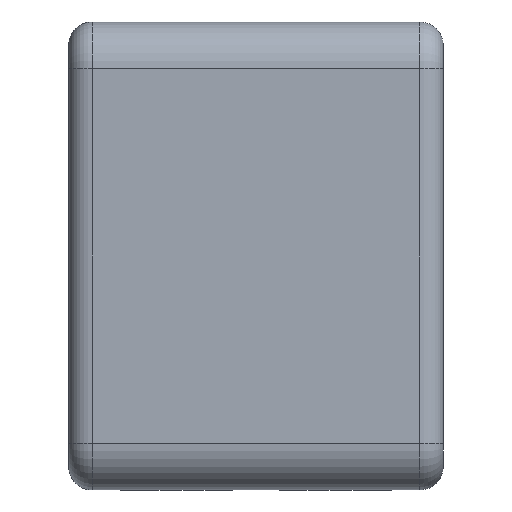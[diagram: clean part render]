
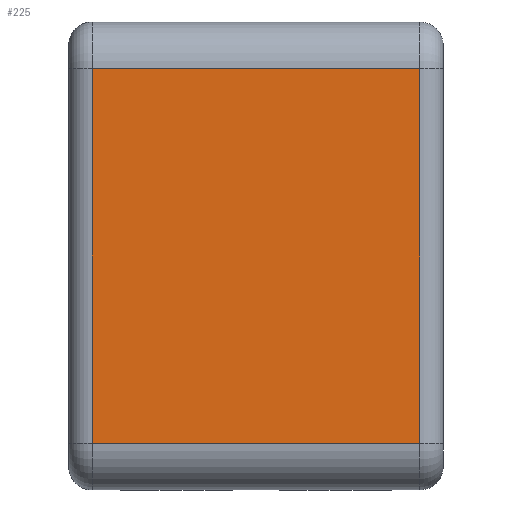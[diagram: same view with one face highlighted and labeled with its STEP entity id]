
A CAD part, left-side view. The second image highlights one B-rep face of the part: STEP entity #225.
In plain terms, the highlighted planar face has unit normal (-1, 0, 0).
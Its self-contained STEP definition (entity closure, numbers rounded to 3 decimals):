
#225 = ADVANCED_FACE( 'NONE', ( #468 ), #469, .F. );
#468 = FACE_OUTER_BOUND( '', #716, .T. );
#469 = PLANE( '', #717 );
#716 = EDGE_LOOP( '', ( #1318, #1319, #1320, #1321 ) );
#717 = AXIS2_PLACEMENT_3D( '', #1322, #1323, #1324 );
#1318 = ORIENTED_EDGE( '', *, *, #1612, .T. );
#1319 = ORIENTED_EDGE( '', *, *, #1665, .T. );
#1320 = ORIENTED_EDGE( '', *, *, #1554, .T. );
#1321 = ORIENTED_EDGE( '', *, *, #1666, .T. );
#1322 = CARTESIAN_POINT( '', ( -20., -12., 15. ) );
#1323 = DIRECTION( '', ( 1., 0., 0. ) );
#1324 = DIRECTION( '', ( 0., 1., 0. ) );
#1554 = EDGE_CURVE( 'NONE', #1899, #1900, #1901, .T. );
#1612 = EDGE_CURVE( 'NONE', #1982, #1980, #1983, .T. );
#1665 = EDGE_CURVE( 'NONE', #1980, #1899, #2043, .T. );
#1666 = EDGE_CURVE( 'NONE', #1900, #1982, #2044, .T. );
#1899 = VERTEX_POINT( 'NONE', #2344 );
#1900 = VERTEX_POINT( 'NONE', #2345 );
#1901 = LINE( '', #2346, #2347 );
#1980 = VERTEX_POINT( 'NONE', #2479 );
#1982 = VERTEX_POINT( 'NONE', #2481 );
#1983 = LINE( '', #2482, #2483 );
#2043 = LINE( '', #2590, #2591 );
#2044 = LINE( '', #2592, #2593 );
#2344 = CARTESIAN_POINT( '', ( -20., -10.5, 12. ) );
#2345 = CARTESIAN_POINT( '', ( -20., 10.5, 12. ) );
#2346 = CARTESIAN_POINT( '', ( -20., 12., 12. ) );
#2347 = VECTOR( '', #2785, 1000. );
#2479 = CARTESIAN_POINT( '', ( -20., -10.5, -12. ) );
#2481 = CARTESIAN_POINT( '', ( -20., 10.5, -12. ) );
#2482 = CARTESIAN_POINT( '', ( -20., -12., -12. ) );
#2483 = VECTOR( '', #2868, 1000. );
#2590 = CARTESIAN_POINT( '', ( -20., -10.5, 15. ) );
#2591 = VECTOR( '', #2924, 1000. );
#2592 = CARTESIAN_POINT( '', ( -20., 10.5, 15. ) );
#2593 = VECTOR( '', #2925, 1000. );
#2785 = DIRECTION( '', ( 0., 1., 0. ) );
#2868 = DIRECTION( '', ( 0., -1., 0. ) );
#2924 = DIRECTION( '', ( 0., 0., 1. ) );
#2925 = DIRECTION( '', ( 0., 0., -1. ) );
